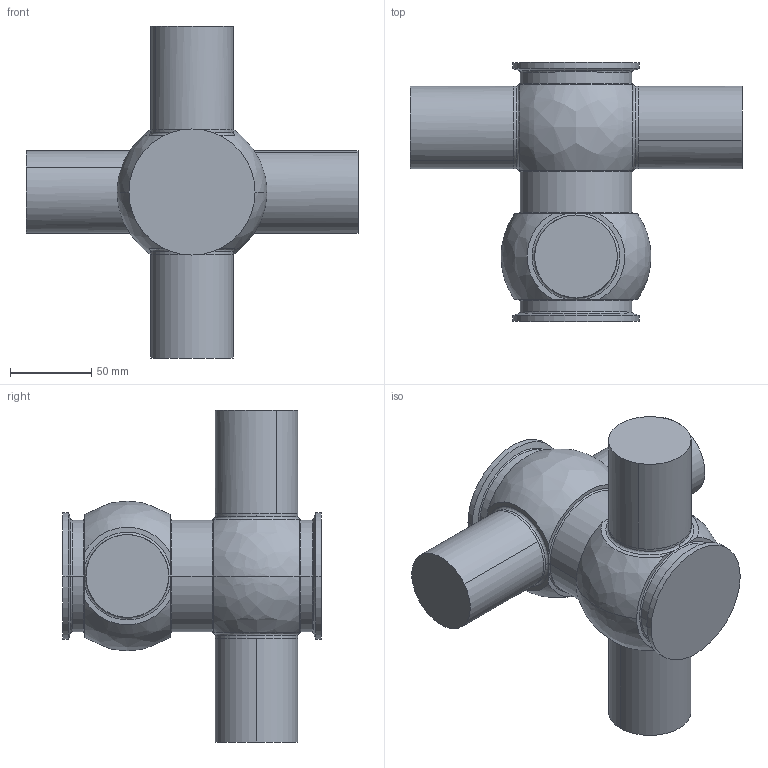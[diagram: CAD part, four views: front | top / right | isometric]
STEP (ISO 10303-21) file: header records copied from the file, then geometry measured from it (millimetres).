
FILE_DESCRIPTION (( 'STEP AP214' ), '1' );
FILE_NAME ('130759.STEP', '2018-05-09T17:47:57', ( '' ), ( '' ), 'SwSTEP 2.0', 'SolidWorks 2014', '' );
FILE_SCHEMA (( 'AUTOMOTIVE_DESIGN' ));
Length unit declared in the file: inch
Products named in the file (1): 130759
Bounding box: 203.96 x 159.05 x 203.96 mm (x, y, z)
Volume: 1312221.7 mm3; surface area: 96394.4 mm2
Topology: 1 solids, 1 shells, 86 faces, 216 edges, 128 vertices
Faces by surface type: plane 30, bspline 26, cylinder 26, cone 4
Entity records: 4795 total; most frequent: CARTESIAN_POINT 2937, ORIENTED_EDGE 424, DIRECTION 340, EDGE_CURVE 212, AXIS2_PLACEMENT_3D 147, VERTEX_POINT 128, ADVANCED_FACE 86, CIRCLE 86
